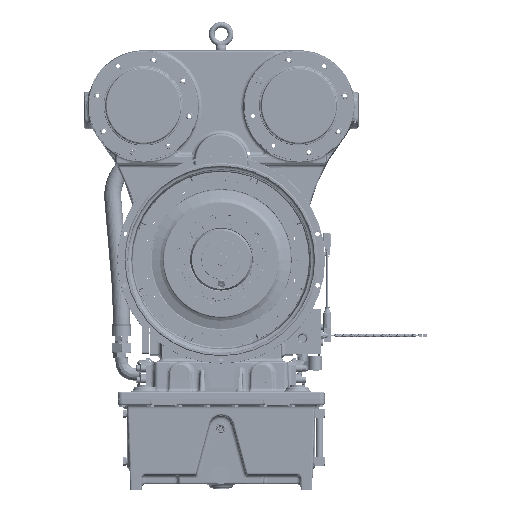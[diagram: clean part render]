
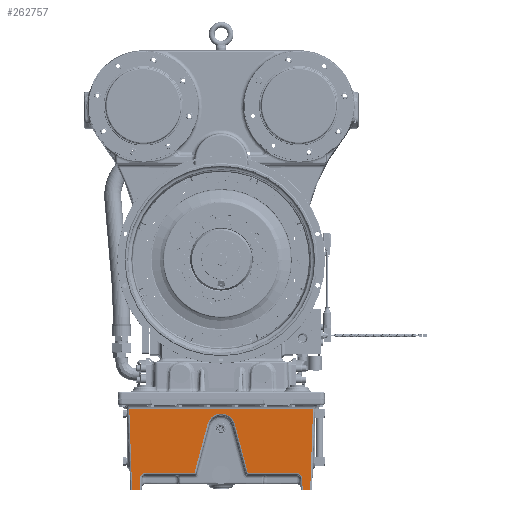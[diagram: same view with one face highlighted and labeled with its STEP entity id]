
A CAD part, top view. The second image highlights one B-rep face of the part: STEP entity #262757.
In plain terms, the highlighted planar face has unit normal (0, -0.035, 0.999).
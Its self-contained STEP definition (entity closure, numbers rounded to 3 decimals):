
#1161 = VECTOR ( 'NONE', #198473, 1000. ) ;
#2530 = CARTESIAN_POINT ( 'NONE',  ( 36.222, -436.669, 110.039 ) ) ;
#4076 = CARTESIAN_POINT ( 'NONE',  ( -243.968, -395.851, 111.465 ) ) ;
#5288 = CARTESIAN_POINT ( 'NONE',  ( 36.222, -436.669, 110.039 ) ) ;
#6131 = CARTESIAN_POINT ( 'NONE',  ( 180., -611.2, 103.944 ) ) ;
#6759 = DIRECTION ( 'NONE',  ( 1., 0., 0. ) ) ;
#15710 = EDGE_CURVE ( 'NONE', #116109, #87170, #25643, .T. ) ;
#18577 = EDGE_CURVE ( 'NONE', #129153, #263056, #172506, .T. ) ;
#19619 = EDGE_CURVE ( 'NONE', #263056, #124090, #236082, .T. ) ;
#22354 = LINE ( 'NONE', #266111, #270443 ) ;
#22495 = CARTESIAN_POINT ( 'NONE',  ( 180., -366.2, 112.5 ) ) ;
#24031 = VECTOR ( 'NONE', #196275, 1000. ) ;
#24720 = CARTESIAN_POINT ( 'NONE',  ( -70.977, -566.374, 105.51 ) ) ;
#25643 = LINE ( 'NONE', #154895, #1161 ) ;
#26925 = ORIENTED_EDGE ( 'NONE', *, *, #15710, .T. ) ;
#39110 = CARTESIAN_POINT ( 'NONE',  ( 215.334, -580.851, 105.004 ) ) ;
#40019 = DIRECTION ( 'NONE',  ( 0., -0.035, 0.999 ) ) ;
#41957 = CARTESIAN_POINT ( 'NONE',  ( 215.036, -572.311, 105.302 ) ) ;
#42483 = LINE ( 'NONE', #173153, #208776 ) ;
#43839 = LINE ( 'NONE', #107802, #24031 ) ;
#44604 = CARTESIAN_POINT ( 'NONE',  ( -215.328, -580.677, 105.01 ) ) ;
#44956 = CARTESIAN_POINT ( 'NONE',  ( 23.867, -390.56, 111.649 ) ) ;
#48399 = DIRECTION ( 'NONE',  ( 0.035, -0.999, -0.035 ) ) ;
#50380 = ORIENTED_EDGE ( 'NONE', *, *, #177327, .T. ) ;
#56455 = CARTESIAN_POINT ( 'NONE',  ( -200.343, -566.374, 105.51 ) ) ;
#57640 = CARTESIAN_POINT ( 'NONE',  ( 243.968, -395.851, 111.465 ) ) ;
#58048 = ORIENTED_EDGE ( 'NONE', *, *, #140655, .T. ) ;
#59004 = FACE_OUTER_BOUND ( 'NONE', #267480, .T. ) ;
#62515 = CARTESIAN_POINT ( 'NONE',  ( 180., -566.374, 105.51 ) ) ;
#62670 = VECTOR ( 'NONE', #220034, 1000. ) ;
#63488 = LINE ( 'NONE', #149134, #62670 ) ;
#67286 = LINE ( 'NONE', #6131, #163564 ) ;
#69375 = LINE ( 'NONE', #62515, #73629 ) ;
#71720 = CARTESIAN_POINT ( 'NONE',  ( -244.486, -381.005, 111.983 ) ) ;
#73629 = VECTOR ( 'NONE', #6759, 1000. ) ;
#81197 = DIRECTION ( 'NONE',  ( 0.259, 0.965, 0.034 ) ) ;
#85344 = CARTESIAN_POINT ( 'NONE',  ( 180., -395.851, 111.465 ) ) ;
#87170 = VERTEX_POINT ( 'NONE', #57640 ) ;
#89435 = CARTESIAN_POINT ( 'NONE',  ( 70.977, -566.374, 105.51 ) ) ;
#100464 = AXIS2_PLACEMENT_3D ( 'NONE', #22495, #40019, #154640 ) ;
#106351 = CARTESIAN_POINT ( 'NONE',  ( -215.036, -572.311, 105.302 ) ) ;
#107802 = CARTESIAN_POINT ( 'NONE',  ( 180., -566.374, 105.51 ) ) ;
#110352 = CARTESIAN_POINT ( 'NONE',  ( -36.222, -436.669, 110.039 ) ) ;
#116109 = VERTEX_POINT ( 'NONE', #245105 ) ;
#122766 = ORIENTED_EDGE ( 'NONE', *, *, #243060, .T. ) ;
#123895 = VECTOR ( 'NONE', #81197, 1000. ) ;
#124090 = VERTEX_POINT ( 'NONE', #2530 ) ;
#125718 = PLANE ( 'NONE',  #100464 ) ;
#128865 = DIRECTION ( 'NONE',  ( 0.035, 0.999, 0.035 ) ) ;
#128957 = CARTESIAN_POINT ( 'NONE',  ( -36.179, -436.507, 110.045 ) ) ;
#129153 = VERTEX_POINT ( 'NONE', #24720 ) ;
#129866 = VECTOR ( 'NONE', #48399, 1000. ) ;
#140655 = EDGE_CURVE ( 'NONE', #124090, #244933, #63488, .T. ) ;
#145786 = VECTOR ( 'NONE', #259310, 1000. ) ;
#147020 = VERTEX_POINT ( 'NONE', #173964 ) ;
#149134 = CARTESIAN_POINT ( 'NONE',  ( 70.934, -566.213, 105.515 ) ) ;
#154640 = DIRECTION ( 'NONE',  ( 0., -0.999, -0.035 ) ) ;
#154895 = CARTESIAN_POINT ( 'NONE',  ( 244.924, -368.464, 112.421 ) ) ;
#158336 = ORIENTED_EDGE ( 'NONE', *, *, #19619, .T. ) ;
#159817 = ORIENTED_EDGE ( 'NONE', *, *, #248447, .T. ) ;
#161505 = DIRECTION ( 'NONE',  ( -1., 0., 0. ) ) ;
#163564 = VECTOR ( 'NONE', #161505, 1000. ) ;
#164350 = EDGE_CURVE ( 'NONE', #168478, #236463, #67286, .T. ) ;
#167127 = CARTESIAN_POINT ( 'NONE',  ( -36.222, -436.669, 110.039 ) ) ;
#168478 = VERTEX_POINT ( 'NONE', #238148 ) ;
#172506 = LINE ( 'NONE', #128957, #123895 ) ;
#173153 = CARTESIAN_POINT ( 'NONE',  ( 180., -611.2, 103.944 ) ) ;
#173964 = CARTESIAN_POINT ( 'NONE',  ( 216.394, -611.2, 103.944 ) ) ;
#176006 = DIRECTION ( 'NONE',  ( -1., 0., 0. ) ) ;
#177327 = EDGE_CURVE ( 'NONE', #179308, #230824, #232178, .T. ) ;
#179308 = VERTEX_POINT ( 'NONE', #187826 ) ;
#182412 = CARTESIAN_POINT ( 'NONE',  ( -23.867, -390.56, 111.649 ) ) ;
#183075 = ORIENTED_EDGE ( 'NONE', *, *, #243531, .T. ) ;
#183680 = VERTEX_POINT ( 'NONE', #4076 ) ;
#187826 = CARTESIAN_POINT ( 'NONE',  ( -215.334, -580.851, 105.004 ) ) ;
#192541 = CARTESIAN_POINT ( 'NONE',  ( -236.447, -611.2, 103.944 ) ) ;
#194830 = CARTESIAN_POINT ( 'NONE',  ( -208.889, -566.374, 105.51 ) ) ;
#196275 = DIRECTION ( 'NONE',  ( 1., 0., 0. ) ) ;
#198473 = DIRECTION ( 'NONE',  ( 0.035, 0.999, 0.035 ) ) ;
#200111 =( BOUNDED_CURVE ( )  B_SPLINE_CURVE ( 3, ( #259601, #263900, #41957, #39110 ),
 .UNSPECIFIED., .F., .F. ) 
 B_SPLINE_CURVE_WITH_KNOTS ( ( 4, 4 ),
 ( 0., 1.536 ),
 .UNSPECIFIED. ) 
 CURVE ( )  GEOMETRIC_REPRESENTATION_ITEM ( )  RATIONAL_B_SPLINE_CURVE ( ( 1., 0.813, 0.813, 1. ) ) 
 REPRESENTATION_ITEM ( '' )  );
#208776 = VECTOR ( 'NONE', #176006, 1000. ) ;
#211436 = CARTESIAN_POINT ( 'NONE',  ( 215.334, -580.851, 105.004 ) ) ;
#216516 = CARTESIAN_POINT ( 'NONE',  ( -215.334, -580.851, 105.004 ) ) ;
#220034 = DIRECTION ( 'NONE',  ( 0.259, -0.965, -0.034 ) ) ;
#221101 = DIRECTION ( 'NONE',  ( 0.035, -0.999, -0.035 ) ) ;
#222709 = VERTEX_POINT ( 'NONE', #247794 ) ;
#225771 = EDGE_CURVE ( 'NONE', #168478, #179308, #243256, .T. ) ;
#226271 = ORIENTED_EDGE ( 'NONE', *, *, #229097, .T. ) ;
#227101 = VERTEX_POINT ( 'NONE', #211436 ) ;
#229097 = EDGE_CURVE ( 'NONE', #230824, #129153, #43839, .T. ) ;
#230824 = VERTEX_POINT ( 'NONE', #56455 ) ;
#232178 =( BOUNDED_CURVE ( )  B_SPLINE_CURVE ( 3, ( #216516, #106351, #194830, #283342 ),
 .UNSPECIFIED., .F., .T. ) 
 B_SPLINE_CURVE_WITH_KNOTS ( ( 4, 4 ),
 ( 1.606, 3.142 ),
 .UNSPECIFIED. ) 
 CURVE ( )  GEOMETRIC_REPRESENTATION_ITEM ( )  RATIONAL_B_SPLINE_CURVE ( ( 1., 0.813, 0.813, 1. ) ) 
 REPRESENTATION_ITEM ( '' )  );
#233766 = EDGE_CURVE ( 'NONE', #244933, #222709, #69375, .T. ) ;
#236082 =( BOUNDED_CURVE ( )  B_SPLINE_CURVE ( 3, ( #110352, #182412, #44956, #5288 ),
 .UNSPECIFIED., .F., .T. ) 
 B_SPLINE_CURVE_WITH_KNOTS ( ( 4, 4 ),
 ( 4.974, 7.592 ),
 .UNSPECIFIED. ) 
 CURVE ( )  GEOMETRIC_REPRESENTATION_ITEM ( )  RATIONAL_B_SPLINE_CURVE ( ( 1., 0.506, 0.506, 1. ) ) 
 REPRESENTATION_ITEM ( '' )  );
#236463 = VERTEX_POINT ( 'NONE', #192541 ) ;
#238148 = CARTESIAN_POINT ( 'NONE',  ( -216.394, -611.2, 103.944 ) ) ;
#238339 = ORIENTED_EDGE ( 'NONE', *, *, #242334, .T. ) ;
#240124 = ORIENTED_EDGE ( 'NONE', *, *, #225771, .T. ) ;
#241802 = LINE ( 'NONE', #85344, #145786 ) ;
#242334 = EDGE_CURVE ( 'NONE', #222709, #227101, #200111, .T. ) ;
#243060 = EDGE_CURVE ( 'NONE', #227101, #147020, #22354, .T. ) ;
#243256 = LINE ( 'NONE', #44604, #267341 ) ;
#243531 = EDGE_CURVE ( 'NONE', #87170, #183680, #241802, .T. ) ;
#244933 = VERTEX_POINT ( 'NONE', #89435 ) ;
#245105 = CARTESIAN_POINT ( 'NONE',  ( 236.447, -611.2, 103.944 ) ) ;
#247794 = CARTESIAN_POINT ( 'NONE',  ( 200.343, -566.374, 105.51 ) ) ;
#248447 = EDGE_CURVE ( 'NONE', #183680, #236463, #248485, .T. ) ;
#248485 = LINE ( 'NONE', #71720, #129866 ) ;
#257989 = ORIENTED_EDGE ( 'NONE', *, *, #233766, .T. ) ;
#259079 = ORIENTED_EDGE ( 'NONE', *, *, #18577, .T. ) ;
#259310 = DIRECTION ( 'NONE',  ( -1., 0., 0. ) ) ;
#259601 = CARTESIAN_POINT ( 'NONE',  ( 200.343, -566.374, 105.51 ) ) ;
#262757 = ADVANCED_FACE ( 'NONE', ( #59004 ), #125718, .T. ) ;
#263056 = VERTEX_POINT ( 'NONE', #167127 ) ;
#263900 = CARTESIAN_POINT ( 'NONE',  ( 208.889, -566.374, 105.51 ) ) ;
#263919 = ORIENTED_EDGE ( 'NONE', *, *, #164350, .F. ) ;
#266111 = CARTESIAN_POINT ( 'NONE',  ( 216.562, -616.026, 103.776 ) ) ;
#267341 = VECTOR ( 'NONE', #128865, 1000. ) ;
#267480 = EDGE_LOOP ( 'NONE', ( #274440, #26925, #183075, #159817, #263919, #240124, #50380, #226271, #259079, #158336, #58048, #257989, #238339, #122766 ) ) ;
#270443 = VECTOR ( 'NONE', #221101, 1000. ) ;
#272602 = EDGE_CURVE ( 'NONE', #116109, #147020, #42483, .T. ) ;
#274440 = ORIENTED_EDGE ( 'NONE', *, *, #272602, .F. ) ;
#283342 = CARTESIAN_POINT ( 'NONE',  ( -200.343, -566.374, 105.51 ) ) ;
